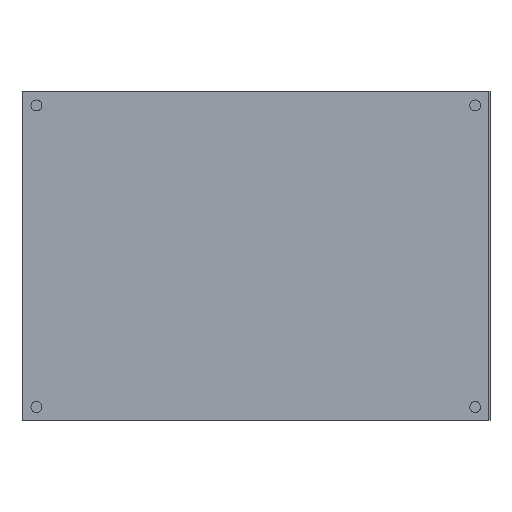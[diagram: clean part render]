
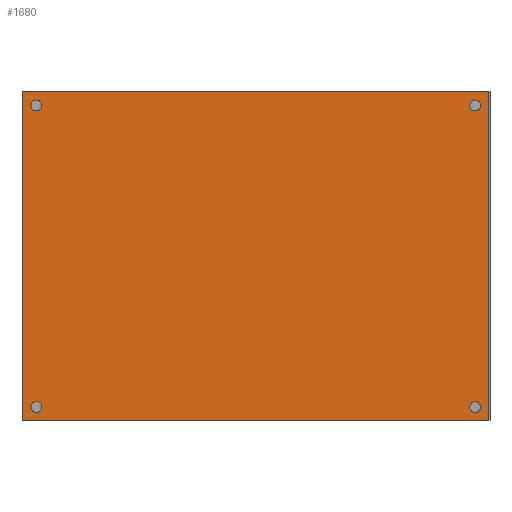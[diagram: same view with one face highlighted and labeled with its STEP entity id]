
A CAD part, front view. The second image highlights one B-rep face of the part: STEP entity #1680.
In plain terms, the highlighted planar face has unit normal (0, -1, 0).
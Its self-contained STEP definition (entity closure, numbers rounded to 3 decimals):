
#6 = EDGE_CURVE ( 'NONE', #1661, #2235, #2082, .T. ) ;
#23 = CARTESIAN_POINT ( 'NONE',  ( -80., 0., -53. ) ) ;
#24 = CARTESIAN_POINT ( 'NONE',  ( -80., 0., 55. ) ) ;
#52 = FACE_BOUND ( 'NONE', #1702, .T. ) ;
#108 = CARTESIAN_POINT ( 'NONE',  ( -80., 0., 55. ) ) ;
#146 = VERTEX_POINT ( 'NONE', #1042 ) ;
#152 = CARTESIAN_POINT ( 'NONE',  ( -80., 0., -57. ) ) ;
#170 = CARTESIAN_POINT ( 'NONE',  ( 85., 0., -60. ) ) ;
#171 = CARTESIAN_POINT ( 'NONE',  ( -85., 0., -60. ) ) ;
#173 = AXIS2_PLACEMENT_3D ( 'NONE', #108, #640, #1169 ) ;
#180 = CARTESIAN_POINT ( 'NONE',  ( 85., 0., 60. ) ) ;
#184 = DIRECTION ( 'NONE',  ( 0., 0., -1. ) ) ;
#189 = VERTEX_POINT ( 'NONE', #171 ) ;
#190 = DIRECTION ( 'NONE',  ( 0., 0., 1. ) ) ;
#198 = CARTESIAN_POINT ( 'NONE',  ( -80., 0., 57. ) ) ;
#202 = ORIENTED_EDGE ( 'NONE', *, *, #532, .T. ) ;
#204 = CARTESIAN_POINT ( 'NONE',  ( -80., 0., -55. ) ) ;
#223 = AXIS2_PLACEMENT_3D ( 'NONE', #1856, #448, #622 ) ;
#263 = CARTESIAN_POINT ( 'NONE',  ( 85., 0., 60. ) ) ;
#279 = AXIS2_PLACEMENT_3D ( 'NONE', #2087, #1213, #488 ) ;
#280 = VERTEX_POINT ( 'NONE', #1155 ) ;
#290 = AXIS2_PLACEMENT_3D ( 'NONE', #1223, #715, #190 ) ;
#375 = FACE_BOUND ( 'NONE', #1003, .T. ) ;
#394 = ORIENTED_EDGE ( 'NONE', *, *, #1862, .T. ) ;
#395 = DIRECTION ( 'NONE',  ( 0., 0., 1. ) ) ;
#399 = DIRECTION ( 'NONE',  ( 0., -1., 0. ) ) ;
#412 = EDGE_CURVE ( 'NONE', #1993, #146, #2044, .T. ) ;
#416 = VERTEX_POINT ( 'NONE', #843 ) ;
#429 = VERTEX_POINT ( 'NONE', #152 ) ;
#446 = CARTESIAN_POINT ( 'NONE',  ( 80., 0., 57. ) ) ;
#448 = DIRECTION ( 'NONE',  ( 0., 1., 0. ) ) ;
#476 = CIRCLE ( 'NONE', #290, 2. ) ;
#488 = DIRECTION ( 'NONE',  ( 0., 0., 1. ) ) ;
#497 = DIRECTION ( 'NONE',  ( 0., 0., -1. ) ) ;
#521 = ORIENTED_EDGE ( 'NONE', *, *, #2137, .T. ) ;
#532 = EDGE_CURVE ( 'NONE', #2235, #1661, #620, .T. ) ;
#535 = LINE ( 'NONE', #180, #844 ) ;
#564 = FACE_BOUND ( 'NONE', #689, .T. ) ;
#571 = DIRECTION ( 'NONE',  ( 0., 1., 0. ) ) ;
#620 = CIRCLE ( 'NONE', #1763, 2. ) ;
#622 = DIRECTION ( 'NONE',  ( 0., 0., 1. ) ) ;
#626 = EDGE_CURVE ( 'NONE', #1027, #429, #2207, .T. ) ;
#640 = DIRECTION ( 'NONE',  ( 0., 1., 0. ) ) ;
#689 = EDGE_LOOP ( 'NONE', ( #2081, #854 ) ) ;
#715 = DIRECTION ( 'NONE',  ( 0., 1., 0. ) ) ;
#717 = CARTESIAN_POINT ( 'NONE',  ( 80., 0., -55. ) ) ;
#745 = FACE_OUTER_BOUND ( 'NONE', #1070, .T. ) ;
#754 = EDGE_CURVE ( 'NONE', #1270, #280, #1357, .T. ) ;
#768 = AXIS2_PLACEMENT_3D ( 'NONE', #960, #1665, #968 ) ;
#792 = CARTESIAN_POINT ( 'NONE',  ( 85., 0., -60. ) ) ;
#815 = ORIENTED_EDGE ( 'NONE', *, *, #412, .T. ) ;
#820 = LINE ( 'NONE', #170, #1024 ) ;
#832 = DIRECTION ( 'NONE',  ( -1., 0., 0. ) ) ;
#843 = CARTESIAN_POINT ( 'NONE',  ( -85., 0., 60. ) ) ;
#844 = VECTOR ( 'NONE', #1582, 1000. ) ;
#854 = ORIENTED_EDGE ( 'NONE', *, *, #945, .T. ) ;
#861 = EDGE_CURVE ( 'NONE', #416, #189, #1375, .T. ) ;
#895 = EDGE_CURVE ( 'NONE', #1405, #1126, #1005, .T. ) ;
#934 = CARTESIAN_POINT ( 'NONE',  ( -80., 0., 53. ) ) ;
#945 = EDGE_CURVE ( 'NONE', #280, #1270, #476, .T. ) ;
#960 = CARTESIAN_POINT ( 'NONE',  ( -80., 0., -55. ) ) ;
#968 = DIRECTION ( 'NONE',  ( 0., 0., 1. ) ) ;
#994 = ORIENTED_EDGE ( 'NONE', *, *, #1355, .T. ) ;
#1003 = EDGE_LOOP ( 'NONE', ( #1210, #394 ) ) ;
#1005 = LINE ( 'NONE', #1713, #2209 ) ;
#1024 = VECTOR ( 'NONE', #832, 1000. ) ;
#1027 = VERTEX_POINT ( 'NONE', #23 ) ;
#1042 = CARTESIAN_POINT ( 'NONE',  ( 80., 0., -53. ) ) ;
#1051 = DIRECTION ( 'NONE',  ( 0., 1., 0. ) ) ;
#1070 = EDGE_LOOP ( 'NONE', ( #1929, #1518, #994, #2009 ) ) ;
#1126 = VERTEX_POINT ( 'NONE', #792 ) ;
#1131 = CIRCLE ( 'NONE', #768, 2. ) ;
#1155 = CARTESIAN_POINT ( 'NONE',  ( 80., 0., 53. ) ) ;
#1169 = DIRECTION ( 'NONE',  ( 0., 0., 1. ) ) ;
#1210 = ORIENTED_EDGE ( 'NONE', *, *, #626, .T. ) ;
#1213 = DIRECTION ( 'NONE',  ( 0., 1., 0. ) ) ;
#1223 = CARTESIAN_POINT ( 'NONE',  ( 80., 0., 55. ) ) ;
#1256 = AXIS2_PLACEMENT_3D ( 'NONE', #1623, #399, #184 ) ;
#1270 = VERTEX_POINT ( 'NONE', #446 ) ;
#1289 = FACE_BOUND ( 'NONE', #1885, .T. ) ;
#1355 = EDGE_CURVE ( 'NONE', #1405, #416, #535, .T. ) ;
#1357 = CIRCLE ( 'NONE', #223, 2. ) ;
#1360 = DIRECTION ( 'NONE',  ( 0., 0., -1. ) ) ;
#1375 = LINE ( 'NONE', #1512, #1539 ) ;
#1405 = VERTEX_POINT ( 'NONE', #263 ) ;
#1424 = PLANE ( 'NONE',  #1256 ) ;
#1447 = DIRECTION ( 'NONE',  ( 0., 1., 0. ) ) ;
#1469 = AXIS2_PLACEMENT_3D ( 'NONE', #204, #571, #395 ) ;
#1512 = CARTESIAN_POINT ( 'NONE',  ( -85., 0., 60. ) ) ;
#1518 = ORIENTED_EDGE ( 'NONE', *, *, #895, .F. ) ;
#1539 = VECTOR ( 'NONE', #1360, 1000. ) ;
#1582 = DIRECTION ( 'NONE',  ( -1., 0., 0. ) ) ;
#1604 = DIRECTION ( 'NONE',  ( 0., 0., 1. ) ) ;
#1622 = DIRECTION ( 'NONE',  ( 0., 0., 1. ) ) ;
#1623 = CARTESIAN_POINT ( 'NONE',  ( 0., 0., 0. ) ) ;
#1642 = EDGE_CURVE ( 'NONE', #1126, #189, #820, .T. ) ;
#1650 = AXIS2_PLACEMENT_3D ( 'NONE', #717, #1051, #1622 ) ;
#1661 = VERTEX_POINT ( 'NONE', #198 ) ;
#1665 = DIRECTION ( 'NONE',  ( 0., 1., 0. ) ) ;
#1680 = ADVANCED_FACE ( 'NONE', ( #1289, #52, #564, #375, #745 ), #1424, .T. ) ;
#1702 = EDGE_LOOP ( 'NONE', ( #521, #815 ) ) ;
#1713 = CARTESIAN_POINT ( 'NONE',  ( 85., 0., 60. ) ) ;
#1763 = AXIS2_PLACEMENT_3D ( 'NONE', #24, #1447, #1604 ) ;
#1832 = ORIENTED_EDGE ( 'NONE', *, *, #6, .T. ) ;
#1856 = CARTESIAN_POINT ( 'NONE',  ( 80., 0., 55. ) ) ;
#1862 = EDGE_CURVE ( 'NONE', #429, #1027, #1131, .T. ) ;
#1885 = EDGE_LOOP ( 'NONE', ( #1832, #202 ) ) ;
#1929 = ORIENTED_EDGE ( 'NONE', *, *, #1642, .F. ) ;
#1993 = VERTEX_POINT ( 'NONE', #2258 ) ;
#2009 = ORIENTED_EDGE ( 'NONE', *, *, #861, .T. ) ;
#2044 = CIRCLE ( 'NONE', #279, 2. ) ;
#2081 = ORIENTED_EDGE ( 'NONE', *, *, #754, .T. ) ;
#2082 = CIRCLE ( 'NONE', #173, 2. ) ;
#2087 = CARTESIAN_POINT ( 'NONE',  ( 80., 0., -55. ) ) ;
#2137 = EDGE_CURVE ( 'NONE', #146, #1993, #2205, .T. ) ;
#2205 = CIRCLE ( 'NONE', #1650, 2. ) ;
#2207 = CIRCLE ( 'NONE', #1469, 2. ) ;
#2209 = VECTOR ( 'NONE', #497, 1000. ) ;
#2235 = VERTEX_POINT ( 'NONE', #934 ) ;
#2258 = CARTESIAN_POINT ( 'NONE',  ( 80., 0., -57. ) ) ;
